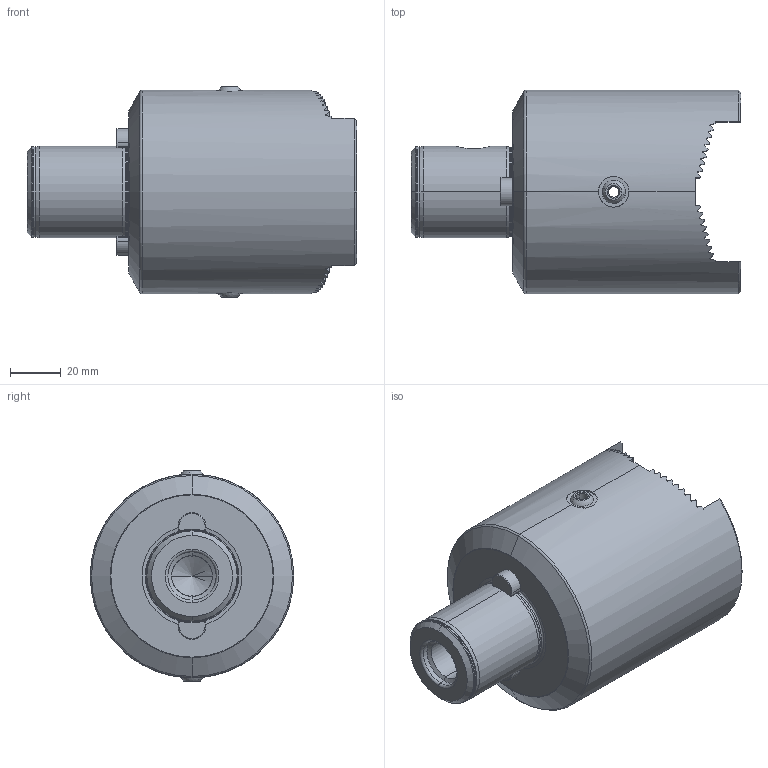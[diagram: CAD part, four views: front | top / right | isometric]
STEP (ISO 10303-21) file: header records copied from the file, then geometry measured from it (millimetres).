
FILE_DESCRIPTION (( 'STEP AP203' ), '1' );
FILE_NAME ('ST6-Z00.K21.112.STEP', '2017-11-15T13:35:02', ( 'SWIAdmin' ), ( 'Hewlett-Packard Company' ), 'SwSTEP 2.0', 'SolidWorks 2017', '' );
FILE_SCHEMA (( 'CONFIG_CONTROL_DESIGN' ));
Length unit declared in the file: millimetre
Products named in the file (6): ST6-Z00.K21.112_B; KU1-U12.001.010_1; KU1-U12.001.010_2; KU1-U12.001.010; ST6-ER2.001.012_A; ST6-Z00.K21.112
Assembly tree (7 placements, depth 3):
  ST6-Z00.K21.112
    ST6-Z00.K21.112_B
    KU1-U12.001.010  x2
      KU1-U12.001.010_1
      KU1-U12.001.010_2
    ST6-ER2.001.012_A  x2
Bounding box: 129.6 x 80 x 82.6 mm (x, y, z)
Volume: 404994.7 mm3; surface area: 48631.1 mm2
Topology: 7 solids, 7 shells, 326 faces, 841 edges, 516 vertices
Faces by surface type: plane 113, cylinder 80, cone 75, bspline 28, torus 22, sphere 8
Entity records: 10765 total; most frequent: CARTESIAN_POINT 3638, ORIENTED_EDGE 1446, DIRECTION 1237, EDGE_CURVE 723, AXIS2_PLACEMENT_3D 459, VERTEX_POINT 454, VECTOR 319, LINE 319
